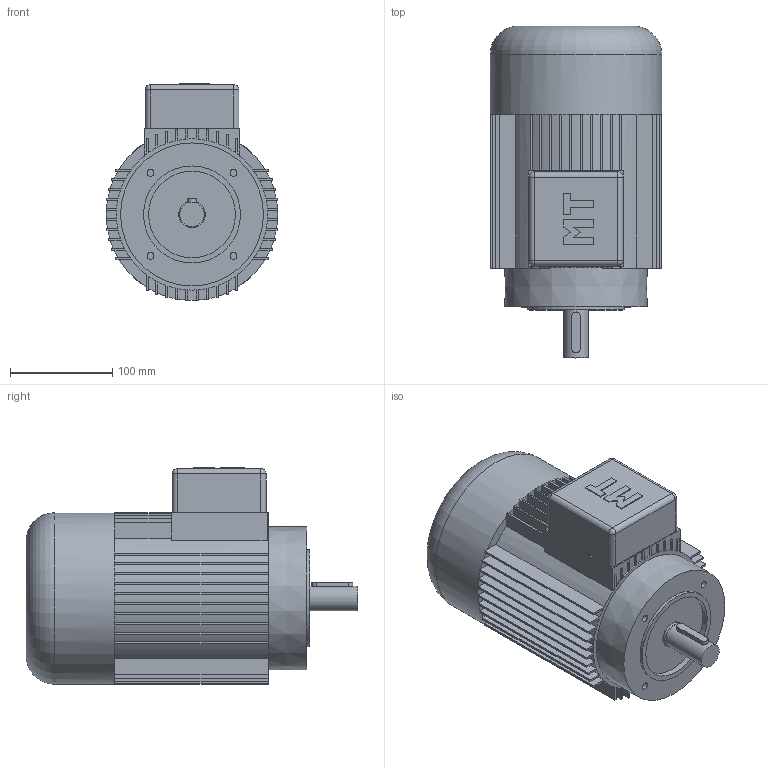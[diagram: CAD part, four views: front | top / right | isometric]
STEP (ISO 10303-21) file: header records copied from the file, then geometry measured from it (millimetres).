
FILE_DESCRIPTION(/* description */ ('Alibre Inc.'),/* implementation_level */ '2;1');
FILE_NAME(/* name */ 'export-C3418D48-69FA-4EAC-BDF2-4AE65170A5B9',/* time_stamp */ '2021-04-21T12:15:53+02:00',/* author */ (''),/* organization */ (''),/* preprocessor_version */ 'ST-DEVELOPER v17',/* originating_system */ 'Alibre',/* authorisation */ '');
FILE_SCHEMA (('AUTOMOTIVE_DESIGN'));
Length unit declared in the file: millimetre
Products named in the file (1): cassa_90L
Bounding box: 168 x 325 x 212 mm (x, y, z)
Volume: 5638308.7 mm3; surface area: 323094.9 mm2
Topology: 1 solids, 1 shells, 353 faces, 940 edges, 598 vertices
Faces by surface type: plane 277, cylinder 70, sphere 4, torus 1, cone 1
Full cylindrical faces by diameter (mm): 6.8 x4, 24 x1, 25 x1, 26 x1, 85 x1, 95 x1, 168 x1
Entity records: 11116 total; most frequent: CARTESIAN_POINT 2039, ORIENTED_EDGE 1872, DIRECTION 1601, EDGE_CURVE 936, VECTOR 691, LINE 691, VERTEX_POINT 598, AXIS2_PLACEMENT_3D 594
